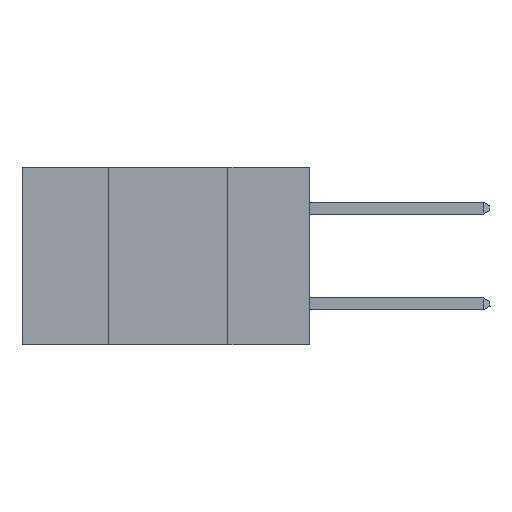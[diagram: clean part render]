
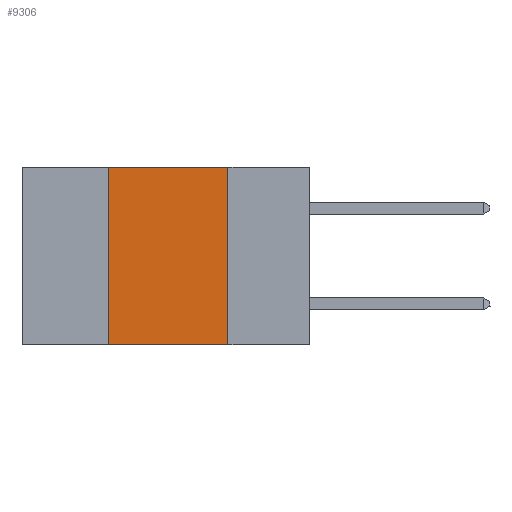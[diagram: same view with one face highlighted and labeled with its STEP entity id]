
A CAD part, left-side view. The second image highlights one B-rep face of the part: STEP entity #9306.
In plain terms, the highlighted planar face has unit normal (-1, 0, 0).
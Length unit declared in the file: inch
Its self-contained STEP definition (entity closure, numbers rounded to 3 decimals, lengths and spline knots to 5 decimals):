
#103 = CARTESIAN_POINT ( 'NONE',  ( 0., 0.6, 0. ) ) ;
#336 = CARTESIAN_POINT ( 'NONE',  ( 0., 0.42, 0. ) ) ;
#457 = LINE ( 'NONE', #3875, #8204 ) ;
#512 = DIRECTION ( 'NONE',  ( 0., 0., -1. ) ) ;
#901 = PLANE ( 'NONE',  #2932 ) ;
#1259 = CARTESIAN_POINT ( 'NONE',  ( 0., 0.17, 0. ) ) ;
#1764 = LINE ( 'NONE', #8514, #5399 ) ;
#2256 = VECTOR ( 'NONE', #512, 39.37008 ) ;
#2353 = CARTESIAN_POINT ( 'NONE',  ( 0., 0.6, -0.37 ) ) ;
#2502 = CARTESIAN_POINT ( 'NONE',  ( 0., 0.42, -0.37 ) ) ;
#2932 = AXIS2_PLACEMENT_3D ( 'NONE', #103, #4659, #7670 ) ;
#3149 = EDGE_LOOP ( 'NONE', ( #9261, #6717, #4173, #8490 ) ) ;
#3709 = EDGE_CURVE ( 'NONE', #6189, #6235, #457, .T. ) ;
#3875 = CARTESIAN_POINT ( 'NONE',  ( 0., 0.42, 0. ) ) ;
#3947 = VECTOR ( 'NONE', #5691, 39.37008 ) ;
#4173 = ORIENTED_EDGE ( 'NONE', *, *, #3709, .F. ) ;
#4196 = EDGE_CURVE ( 'NONE', #6765, #4544, #9384, .T. ) ;
#4377 = CARTESIAN_POINT ( 'NONE',  ( 0., 0.17, 0. ) ) ;
#4544 = VERTEX_POINT ( 'NONE', #9725 ) ;
#4610 = DIRECTION ( 'NONE',  ( 0., 0., 1. ) ) ;
#4659 = DIRECTION ( 'NONE',  ( 1., 0., 0. ) ) ;
#5399 = VECTOR ( 'NONE', #7018, 39.37008 ) ;
#5609 = EDGE_CURVE ( 'NONE', #6235, #6765, #1764, .T. ) ;
#5691 = DIRECTION ( 'NONE',  ( 0., -1., 0. ) ) ;
#6066 = LINE ( 'NONE', #2353, #3947 ) ;
#6189 = VERTEX_POINT ( 'NONE', #2502 ) ;
#6235 = VERTEX_POINT ( 'NONE', #336 ) ;
#6717 = ORIENTED_EDGE ( 'NONE', *, *, #5609, .F. ) ;
#6765 = VERTEX_POINT ( 'NONE', #4377 ) ;
#7018 = DIRECTION ( 'NONE',  ( 0., -1., 0. ) ) ;
#7670 = DIRECTION ( 'NONE',  ( 0., 0., -1. ) ) ;
#7965 = EDGE_CURVE ( 'NONE', #6189, #4544, #6066, .T. ) ;
#8204 = VECTOR ( 'NONE', #4610, 39.37008 ) ;
#8490 = ORIENTED_EDGE ( 'NONE', *, *, #7965, .T. ) ;
#8514 = CARTESIAN_POINT ( 'NONE',  ( 0., 0.6, 0. ) ) ;
#9261 = ORIENTED_EDGE ( 'NONE', *, *, #4196, .F. ) ;
#9306 = ADVANCED_FACE ( 'NONE', ( #9528 ), #901, .F. ) ;
#9384 = LINE ( 'NONE', #1259, #2256 ) ;
#9528 = FACE_OUTER_BOUND ( 'NONE', #3149, .T. ) ;
#9725 = CARTESIAN_POINT ( 'NONE',  ( 0., 0.17, -0.37 ) ) ;
